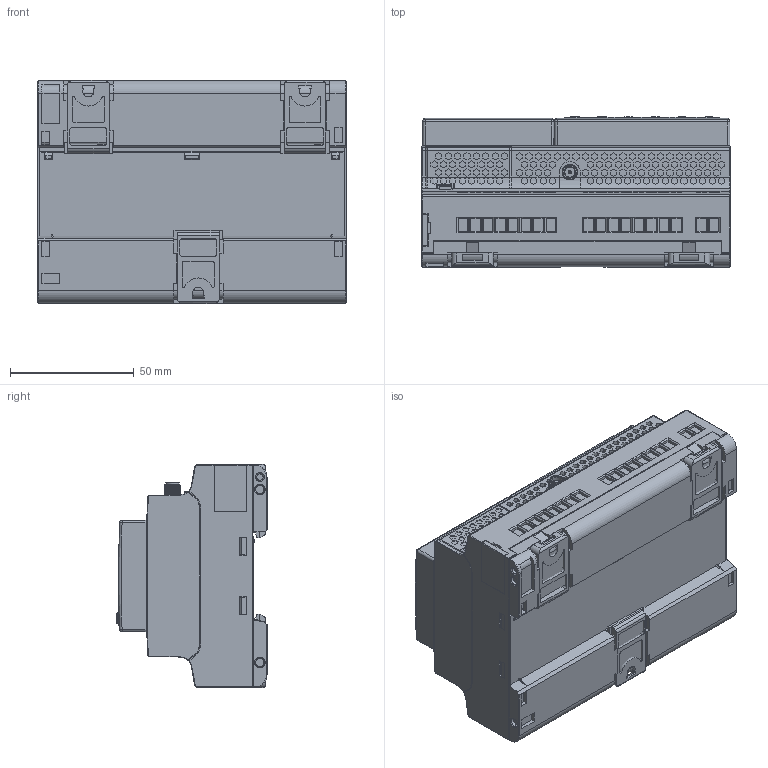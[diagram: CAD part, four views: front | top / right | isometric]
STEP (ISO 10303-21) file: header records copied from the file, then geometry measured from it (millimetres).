
FILE_DESCRIPTION((''),'2;1');
FILE_NAME('B26_2G_GLOSSY','2014-02-18T',('LPADBY2'),('CROUZET-AUTOMATISMES'),'PRO/ENGINEER BY PARAMETRIC TECHNOLOGY CORPORATION, 2010280','PRO/ENGINEER BY PARAMETRIC TECHNOLOGY CORPORATION, 2010280','');
FILE_SCHEMA(('CONFIG_CONTROL_DESIGN'));
Products named in the file (1): B26_2G_GLOSSY
Bounding box: 124.6 x 60.69 x 90.2 mm (x, y, z)
Surface area: 78917 mm2 (no closed solid volume)
Topology: 0 solids, 80 shells, 2741 faces, 8458 edges, 5794 vertices
Faces by surface type: plane 2190, cylinder 413, bspline 62, torus 52, cone 14, sphere 10
Entity records: 101483 total; most frequent: CARTESIAN_POINT 29443, ORIENTED_EDGE 14196, DIRECTION 13525, EDGE_CURVE 8458, VECTOR 6435, LINE 6435, VERTEX_POINT 5794, AXIS2_PLACEMENT_3D 3545
